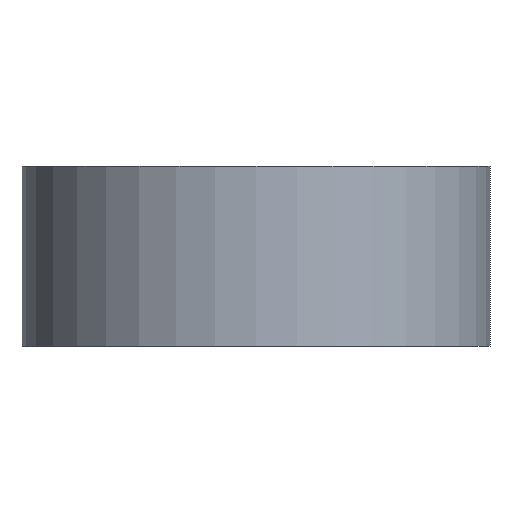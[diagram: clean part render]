
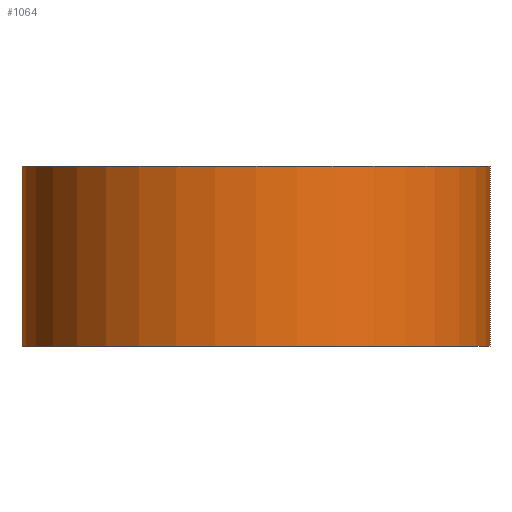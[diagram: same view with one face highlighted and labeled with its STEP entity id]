
A CAD part, front view. The second image highlights one B-rep face of the part: STEP entity #1064.
In plain terms, the highlighted cylindrical face has radius 9.75 mm (diameter 19.5 mm), a partial arc.
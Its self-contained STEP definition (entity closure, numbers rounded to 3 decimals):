
#51 = VECTOR ( 'NONE', #642, 1000. ) ;
#67 = EDGE_CURVE ( 'NONE', #202, #706, #258, .T. ) ;
#128 = EDGE_CURVE ( 'NONE', #1032, #484, #178, .T. ) ;
#178 = LINE ( 'NONE', #1193, #51 ) ;
#189 = CARTESIAN_POINT ( 'NONE',  ( 9.75, 0., 7.5 ) ) ;
#202 = VERTEX_POINT ( 'NONE', #1017 ) ;
#206 = DIRECTION ( 'NONE',  ( 0., 0., 1. ) ) ;
#210 = ORIENTED_EDGE ( 'NONE', *, *, #1027, .T. ) ;
#258 = LINE ( 'NONE', #994, #279 ) ;
#265 = DIRECTION ( 'NONE',  ( 0., 0., -1. ) ) ;
#279 = VECTOR ( 'NONE', #265, 1000. ) ;
#286 = EDGE_CURVE ( 'NONE', #202, #1032, #1060, .T. ) ;
#290 = DIRECTION ( 'NONE',  ( 1., 0., 0. ) ) ;
#396 = CARTESIAN_POINT ( 'NONE',  ( -9.75, 0., 0. ) ) ;
#406 = DIRECTION ( 'NONE',  ( 0., 0., -1. ) ) ;
#407 = EDGE_LOOP ( 'NONE', ( #652, #594, #604, #210 ) ) ;
#475 = AXIS2_PLACEMENT_3D ( 'NONE', #1040, #206, #512 ) ;
#483 = DIRECTION ( 'NONE',  ( -1., 0., 0. ) ) ;
#484 = VERTEX_POINT ( 'NONE', #1078 ) ;
#501 = AXIS2_PLACEMENT_3D ( 'NONE', #1202, #941, #290 ) ;
#512 = DIRECTION ( 'NONE',  ( 1., 0., 0. ) ) ;
#594 = ORIENTED_EDGE ( 'NONE', *, *, #286, .F. ) ;
#604 = ORIENTED_EDGE ( 'NONE', *, *, #67, .T. ) ;
#631 = CIRCLE ( 'NONE', #501, 9.75 ) ;
#642 = DIRECTION ( 'NONE',  ( 0., 0., -1. ) ) ;
#652 = ORIENTED_EDGE ( 'NONE', *, *, #128, .F. ) ;
#657 = AXIS2_PLACEMENT_3D ( 'NONE', #685, #406, #483 ) ;
#685 = CARTESIAN_POINT ( 'NONE',  ( 0., 0., 7.5 ) ) ;
#706 = VERTEX_POINT ( 'NONE', #396 ) ;
#941 = DIRECTION ( 'NONE',  ( 0., 0., 1. ) ) ;
#994 = CARTESIAN_POINT ( 'NONE',  ( -9.75, 0., 7.5 ) ) ;
#1017 = CARTESIAN_POINT ( 'NONE',  ( -9.75, 0., 7.5 ) ) ;
#1027 = EDGE_CURVE ( 'NONE', #706, #484, #631, .T. ) ;
#1032 = VERTEX_POINT ( 'NONE', #189 ) ;
#1040 = CARTESIAN_POINT ( 'NONE',  ( 0., 0., 7.5 ) ) ;
#1051 = CYLINDRICAL_SURFACE ( 'NONE', #657, 9.75 ) ;
#1060 = CIRCLE ( 'NONE', #475, 9.75 ) ;
#1064 = ADVANCED_FACE ( 'NONE', ( #1137 ), #1051, .T. ) ;
#1078 = CARTESIAN_POINT ( 'NONE',  ( 9.75, 0., 0. ) ) ;
#1137 = FACE_OUTER_BOUND ( 'NONE', #407, .T. ) ;
#1193 = CARTESIAN_POINT ( 'NONE',  ( 9.75, 0., 7.5 ) ) ;
#1202 = CARTESIAN_POINT ( 'NONE',  ( 0., 0., 0. ) ) ;
